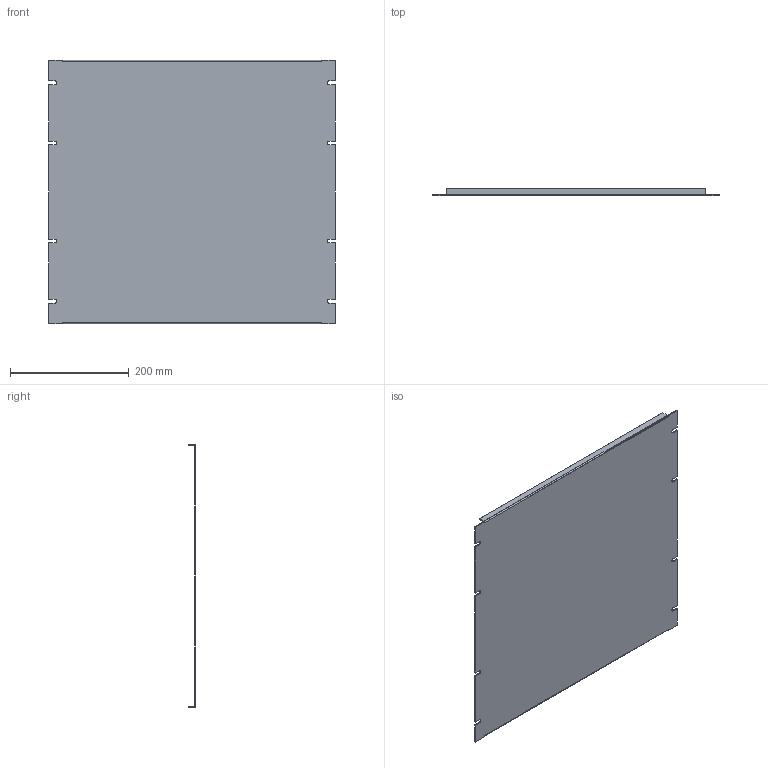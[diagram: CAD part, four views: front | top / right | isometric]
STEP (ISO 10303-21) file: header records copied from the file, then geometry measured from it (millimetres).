
FILE_DESCRIPTION (( 'STEP AP203' ), '1' );
FILE_NAME ('PBFS19017.step', '2020-11-11T15:55:46', ( 'ADC123' ), ( 'Microsoft' ), 'SwSTEP 2.0', 'SolidWorks 2019', '' );
FILE_SCHEMA (( 'CONFIG_CONTROL_DESIGN' ));
Length unit declared in the file: inch
Products named in the file (1): PBFS19017
Bounding box: 482.6 x 12.7 x 443.69 mm (x, y, z)
Volume: 322546.5 mm3; surface area: 448617.6 mm2
Topology: 1 solids, 1 shells, 62 faces, 172 edges, 112 vertices
Faces by surface type: plane 50, cylinder 12
Entity records: 2035 total; most frequent: CARTESIAN_POINT 347, ORIENTED_EDGE 344, DIRECTION 322, EDGE_CURVE 172, LINE 148, VECTOR 148, VERTEX_POINT 112, AXIS2_PLACEMENT_3D 87
